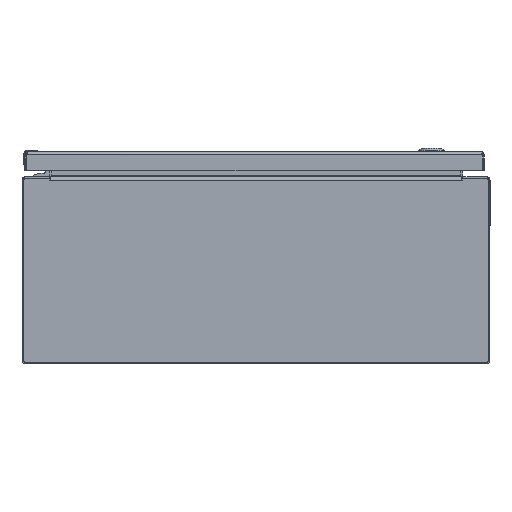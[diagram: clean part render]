
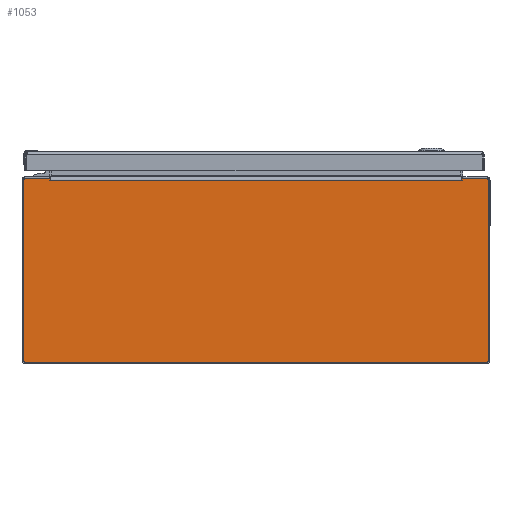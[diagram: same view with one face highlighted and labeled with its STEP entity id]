
A CAD part, front view. The second image highlights one B-rep face of the part: STEP entity #1053.
In plain terms, the highlighted planar face has unit normal (0, -1, 0).
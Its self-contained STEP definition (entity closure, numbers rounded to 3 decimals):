
#1053 = ADVANCED_FACE ( 'NONE', ( #67917 ), #9579, .T. ) ;
#2429 = EDGE_CURVE ( 'NONE', #117384, #121394, #18798, .T. ) ;
#3485 = VERTEX_POINT ( 'NONE', #48038 ) ;
#4351 = VERTEX_POINT ( 'NONE', #88534 ) ;
#5877 = DIRECTION ( 'NONE',  ( 0., -1., 0. ) ) ;
#7023 = ORIENTED_EDGE ( 'NONE', *, *, #100847, .T. ) ;
#8354 = EDGE_CURVE ( 'NONE', #93897, #69597, #102015, .T. ) ;
#9234 = VERTEX_POINT ( 'NONE', #34986 ) ;
#9335 = ORIENTED_EDGE ( 'NONE', *, *, #8354, .T. ) ;
#9579 = PLANE ( 'NONE',  #87046 ) ;
#11469 = VECTOR ( 'NONE', #114519, 39.37 ) ;
#12224 = AXIS2_PLACEMENT_3D ( 'NONE', #32930, #5877, #79009 ) ;
#12592 = DIRECTION ( 'NONE',  ( -0.174, 0., -0.985 ) ) ;
#13510 = VECTOR ( 'NONE', #54876, 39.37 ) ;
#14429 = ORIENTED_EDGE ( 'NONE', *, *, #34079, .T. ) ;
#15210 = EDGE_LOOP ( 'NONE', ( #89089, #32875, #55124, #96950, #68381, #87257, #36589, #102642, #9335, #61764, #14429, #48807, #7023, #111701 ) ) ;
#16775 = DIRECTION ( 'NONE',  ( -1., 0., 0. ) ) ;
#18003 = CARTESIAN_POINT ( 'NONE',  ( 0., -16., 3.937 ) ) ;
#18499 = EDGE_CURVE ( 'NONE', #9234, #4351, #120431, .T. ) ;
#18798 = LINE ( 'NONE', #64285, #32343 ) ;
#19270 = DIRECTION ( 'NONE',  ( 0., -1., 0. ) ) ;
#19986 = LINE ( 'NONE', #111003, #11469 ) ;
#21163 = CARTESIAN_POINT ( 'NONE',  ( -8.814, -16., 3.855 ) ) ;
#21229 = CARTESIAN_POINT ( 'NONE',  ( 0., -16., 0. ) ) ;
#22937 = VECTOR ( 'NONE', #111447, 39.37 ) ;
#26733 = CARTESIAN_POINT ( 'NONE',  ( -9.937, -16., 0. ) ) ;
#27763 = VECTOR ( 'NONE', #116998, 39.37 ) ;
#28373 = CARTESIAN_POINT ( 'NONE',  ( 0., -16., 3.937 ) ) ;
#28679 = VERTEX_POINT ( 'NONE', #40830 ) ;
#29506 = CARTESIAN_POINT ( 'NONE',  ( 9.857, -16., -3.937 ) ) ;
#31447 = CARTESIAN_POINT ( 'NONE',  ( 8.828, -16., 3.937 ) ) ;
#32247 = CARTESIAN_POINT ( 'NONE',  ( 8.828, -16., 3.937 ) ) ;
#32343 = VECTOR ( 'NONE', #55677, 39.37 ) ;
#32875 = ORIENTED_EDGE ( 'NONE', *, *, #18499, .T. ) ;
#32930 = CARTESIAN_POINT ( 'NONE',  ( 9.857, -16., -3.857 ) ) ;
#34079 = EDGE_CURVE ( 'NONE', #28679, #59635, #118735, .T. ) ;
#34729 = CARTESIAN_POINT ( 'NONE',  ( 0., -16., -3.937 ) ) ;
#34986 = CARTESIAN_POINT ( 'NONE',  ( -9.857, -16., 3.937 ) ) ;
#36589 = ORIENTED_EDGE ( 'NONE', *, *, #119275, .T. ) ;
#39181 = VECTOR ( 'NONE', #16775, 39.37 ) ;
#40830 = CARTESIAN_POINT ( 'NONE',  ( 8.814, -16., 3.855 ) ) ;
#41406 = DIRECTION ( 'NONE',  ( 0., 0., -1. ) ) ;
#43418 = EDGE_CURVE ( 'NONE', #119240, #113569, #105563, .T. ) ;
#45074 = CARTESIAN_POINT ( 'NONE',  ( -9.857, -16., 3.857 ) ) ;
#47063 = CARTESIAN_POINT ( 'NONE',  ( 8.798, -16., 3.855 ) ) ;
#48038 = CARTESIAN_POINT ( 'NONE',  ( 9.937, -16., 3.857 ) ) ;
#48807 = ORIENTED_EDGE ( 'NONE', *, *, #110347, .T. ) ;
#51571 = DIRECTION ( 'NONE',  ( 0., -1., 0. ) ) ;
#52559 = VECTOR ( 'NONE', #78792, 39.37 ) ;
#54876 = DIRECTION ( 'NONE',  ( -1., 0., 0. ) ) ;
#55124 = ORIENTED_EDGE ( 'NONE', *, *, #96358, .T. ) ;
#55677 = DIRECTION ( 'NONE',  ( -0.174, 0., 0.985 ) ) ;
#57366 = EDGE_CURVE ( 'NONE', #3485, #93897, #80770, .T. ) ;
#59635 = VERTEX_POINT ( 'NONE', #47063 ) ;
#60401 = CARTESIAN_POINT ( 'NONE',  ( 9.857, -16., 3.937 ) ) ;
#61010 = CARTESIAN_POINT ( 'NONE',  ( 9.937, -16., -3.857 ) ) ;
#61764 = ORIENTED_EDGE ( 'NONE', *, *, #107687, .T. ) ;
#64203 = DIRECTION ( 'NONE',  ( 0., 0., -1. ) ) ;
#64213 = LINE ( 'NONE', #34729, #22937 ) ;
#64285 = CARTESIAN_POINT ( 'NONE',  ( -8.814, -16., 3.855 ) ) ;
#66767 = CARTESIAN_POINT ( 'NONE',  ( -9.937, -16., -3.857 ) ) ;
#67850 = CARTESIAN_POINT ( 'NONE',  ( -8.798, -16., 3.855 ) ) ;
#67917 = FACE_OUTER_BOUND ( 'NONE', #15210, .T. ) ;
#68381 = ORIENTED_EDGE ( 'NONE', *, *, #70635, .T. ) ;
#69592 = LINE ( 'NONE', #79404, #52559 ) ;
#69597 = VERTEX_POINT ( 'NONE', #31447 ) ;
#70361 = LINE ( 'NONE', #79567, #27763 ) ;
#70635 = EDGE_CURVE ( 'NONE', #113569, #94197, #64213, .T. ) ;
#73874 = VECTOR ( 'NONE', #74415, 39.37 ) ;
#74415 = DIRECTION ( 'NONE',  ( -1., 0., 0. ) ) ;
#75542 = VECTOR ( 'NONE', #64203, 39.37 ) ;
#77276 = AXIS2_PLACEMENT_3D ( 'NONE', #45074, #19270, #119971 ) ;
#77679 = CARTESIAN_POINT ( 'NONE',  ( 9.857, -16., 3.857 ) ) ;
#77885 = EDGE_CURVE ( 'NONE', #121394, #9234, #92304, .T. ) ;
#78792 = DIRECTION ( 'NONE',  ( -1., 0., 0. ) ) ;
#79009 = DIRECTION ( 'NONE',  ( 0., 0., -1. ) ) ;
#79404 = CARTESIAN_POINT ( 'NONE',  ( 0., -16., 3.855 ) ) ;
#79567 = CARTESIAN_POINT ( 'NONE',  ( 9.937, -16., 0. ) ) ;
#80422 = VERTEX_POINT ( 'NONE', #61010 ) ;
#80770 = CIRCLE ( 'NONE', #82711, 0.08 ) ;
#82711 = AXIS2_PLACEMENT_3D ( 'NONE', #77679, #87471, #41406 ) ;
#83683 = EDGE_CURVE ( 'NONE', #94197, #80422, #86748, .T. ) ;
#84491 = DIRECTION ( 'NONE',  ( 0., 0., -1. ) ) ;
#85123 = DIRECTION ( 'NONE',  ( 0., -1., 0. ) ) ;
#85959 = AXIS2_PLACEMENT_3D ( 'NONE', #116619, #51571, #107386 ) ;
#86748 = CIRCLE ( 'NONE', #12224, 0.08 ) ;
#87046 = AXIS2_PLACEMENT_3D ( 'NONE', #21229, #85123, #84491 ) ;
#87257 = ORIENTED_EDGE ( 'NONE', *, *, #83683, .T. ) ;
#87471 = DIRECTION ( 'NONE',  ( 0., -1., 0. ) ) ;
#88534 = CARTESIAN_POINT ( 'NONE',  ( -9.937, -16., 3.857 ) ) ;
#89089 = ORIENTED_EDGE ( 'NONE', *, *, #77885, .T. ) ;
#89727 = CARTESIAN_POINT ( 'NONE',  ( -9.857, -16., -3.937 ) ) ;
#92304 = LINE ( 'NONE', #18003, #39181 ) ;
#93897 = VERTEX_POINT ( 'NONE', #60401 ) ;
#94197 = VERTEX_POINT ( 'NONE', #29506 ) ;
#96358 = EDGE_CURVE ( 'NONE', #4351, #119240, #120043, .T. ) ;
#96950 = ORIENTED_EDGE ( 'NONE', *, *, #43418, .T. ) ;
#99452 = VERTEX_POINT ( 'NONE', #67850 ) ;
#100847 = EDGE_CURVE ( 'NONE', #99452, #117384, #69592, .T. ) ;
#102015 = LINE ( 'NONE', #28373, #73874 ) ;
#102642 = ORIENTED_EDGE ( 'NONE', *, *, #57366, .T. ) ;
#105563 = CIRCLE ( 'NONE', #85959, 0.08 ) ;
#107386 = DIRECTION ( 'NONE',  ( 0., 0., -1. ) ) ;
#107687 = EDGE_CURVE ( 'NONE', #69597, #28679, #115135, .T. ) ;
#109727 = VECTOR ( 'NONE', #12592, 39.37 ) ;
#110347 = EDGE_CURVE ( 'NONE', #59635, #99452, #19986, .T. ) ;
#111003 = CARTESIAN_POINT ( 'NONE',  ( 0., -16., 3.855 ) ) ;
#111447 = DIRECTION ( 'NONE',  ( 1., 0., 0. ) ) ;
#111701 = ORIENTED_EDGE ( 'NONE', *, *, #2429, .T. ) ;
#113569 = VERTEX_POINT ( 'NONE', #89727 ) ;
#114519 = DIRECTION ( 'NONE',  ( -1., 0., 0. ) ) ;
#115135 = LINE ( 'NONE', #32247, #109727 ) ;
#116619 = CARTESIAN_POINT ( 'NONE',  ( -9.857, -16., -3.857 ) ) ;
#116998 = DIRECTION ( 'NONE',  ( 0., 0., 1. ) ) ;
#117384 = VERTEX_POINT ( 'NONE', #21163 ) ;
#117514 = CARTESIAN_POINT ( 'NONE',  ( -8.828, -16., 3.937 ) ) ;
#118140 = CARTESIAN_POINT ( 'NONE',  ( 8.806, -16., 3.855 ) ) ;
#118735 = LINE ( 'NONE', #118140, #13510 ) ;
#119240 = VERTEX_POINT ( 'NONE', #66767 ) ;
#119275 = EDGE_CURVE ( 'NONE', #80422, #3485, #70361, .T. ) ;
#119971 = DIRECTION ( 'NONE',  ( 0., 0., -1. ) ) ;
#120043 = LINE ( 'NONE', #26733, #75542 ) ;
#120431 = CIRCLE ( 'NONE', #77276, 0.08 ) ;
#121394 = VERTEX_POINT ( 'NONE', #117514 ) ;
